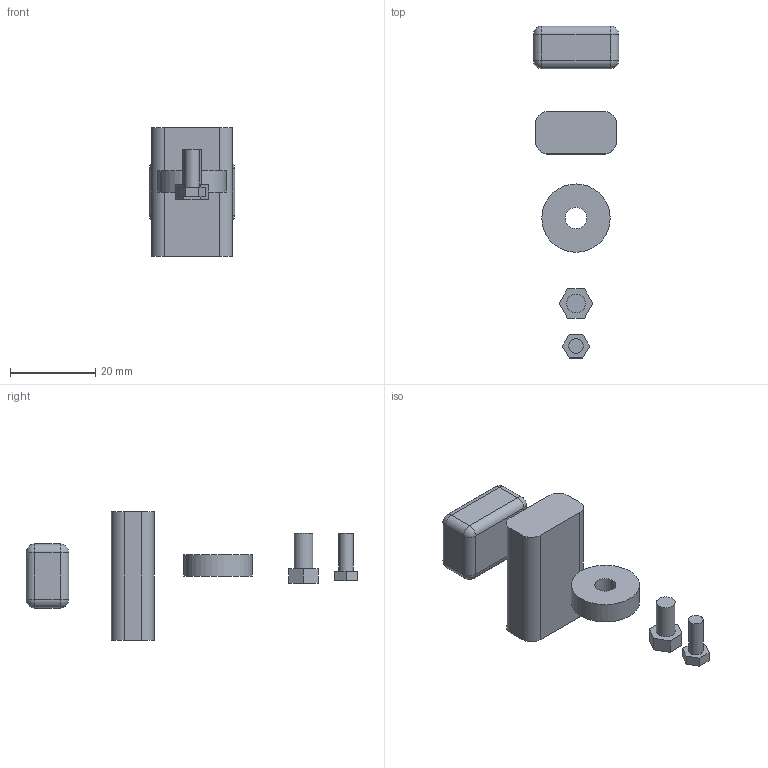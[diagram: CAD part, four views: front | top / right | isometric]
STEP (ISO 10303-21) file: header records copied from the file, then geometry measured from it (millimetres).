
FILE_DESCRIPTION(('FreeCAD Model'),'2;1');
FILE_NAME('Open CASCADE Shape Model','2026-02-24T18:15:34',(''),(''), 'Open CASCADE STEP processor 7.8','FreeCAD','Unknown');
FILE_SCHEMA(('AUTOMOTIVE_DESIGN { 1 0 10303 214 1 1 1 1 }'));
Length unit declared in the file: millimetre
Products named in the file (6): misc_parts; Group; Group001; difference; Group002; Group003
Assembly tree (5 placements, depth 2):
  misc_parts
    Group
    Group001
    difference
    Group002
    Group003
Bounding box: 20 x 77.77 x 30 mm (x, y, z)
Volume: 9633.8 mm3; surface area: 4250.3 mm2
Topology: 5 solids, 5 shells, 60 faces, 128 edges, 72 vertices
Faces by surface type: plane 32, cylinder 20, sphere 8
Full cylindrical faces by diameter (mm): 3.4 x1, 4.4 x1, 5 x1, 16 x1
Entity records: 1628 total; most frequent: DIRECTION 292, CARTESIAN_POINT 258, ORIENTED_EDGE 240, EDGE_CURVE 120, AXIS2_PLACEMENT_3D 106, LINE 80, VECTOR 80, VERTEX_POINT 72
